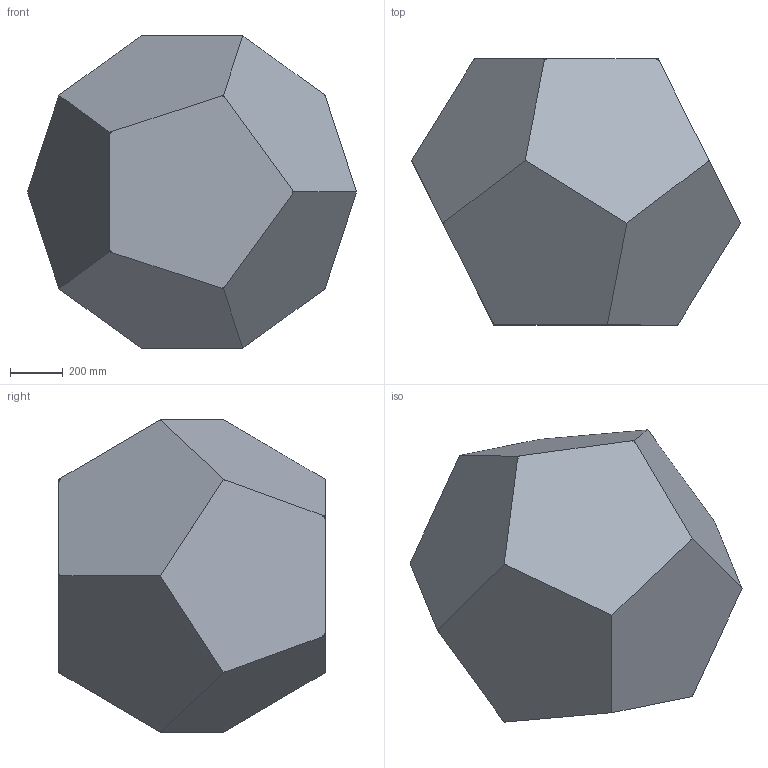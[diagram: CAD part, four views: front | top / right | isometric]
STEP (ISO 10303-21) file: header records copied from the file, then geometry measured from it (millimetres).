
FILE_DESCRIPTION((('zoo.dev export')), '2;1');
FILE_NAME('dump.step', '2025-02-14T15:12:06.918299414+00:00', ('Author unknown'), ('Organization unknown'), 'zoo.dev beta', 'zoo.dev', 'Authorization unknown');
FILE_SCHEMA(('AP203_CONFIGURATION_CONTROLLED_3D_DESIGN_OF_MECHANICAL_PARTS_AND_ASSEMBLIES_MIM_LF'));
Length unit declared in the file: metre
Products named in the file (12): UNIDENTIFIED_PRODUCT
Bounding box: 1247.45 x 1009.21 x 1186.4 mm (x, y, z)
Volume: 538449336.3 mm3; surface area: 11932627.2 mm2
Topology: 12 solids, 12 shells, 84 faces, 180 edges, 120 vertices
Faces by surface type: plane 84
Entity records: 2187 total; most frequent: CARTESIAN_POINT 384, ORIENTED_EDGE 360, DIRECTION 264, VECTOR 180, LINE 180, EDGE_CURVE 180, VERTEX_POINT 120, AXIS2_PLACEMENT_3D 84
